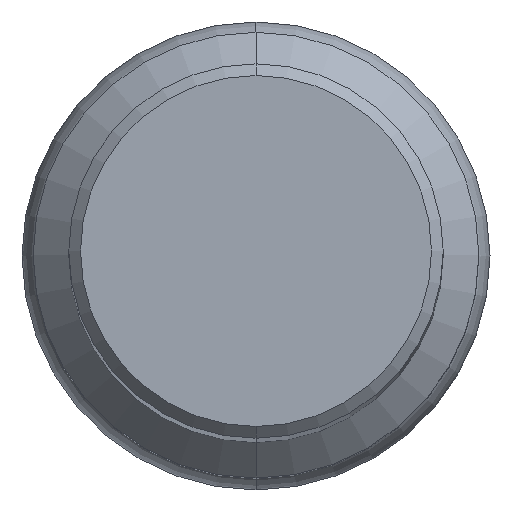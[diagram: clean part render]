
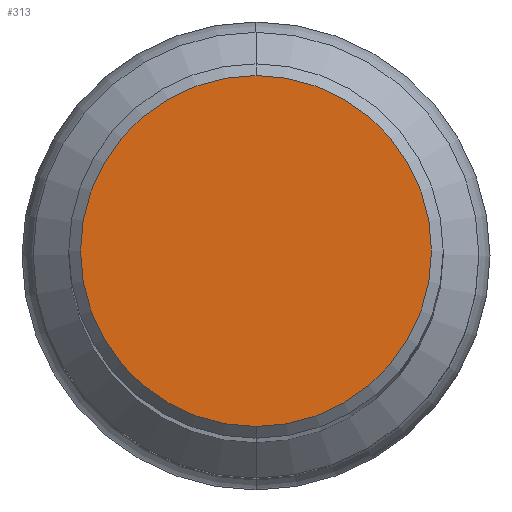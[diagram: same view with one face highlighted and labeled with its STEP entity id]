
A CAD part, top view. The second image highlights one B-rep face of the part: STEP entity #313.
In plain terms, the highlighted planar face has unit normal (0, 0, 1).
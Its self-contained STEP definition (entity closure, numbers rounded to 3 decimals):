
#229=VERTEX_POINT('',#555);
#255=EDGE_CURVE('',#229,#285,#582,.T.);
#285=VERTEX_POINT('',#616);
#313=ADVANCED_FACE('',(#644),#645,.T.);
#373=EDGE_CURVE('',#285,#229,#711,.T.);
#555=CARTESIAN_POINT('',(0.0,15.0,0.0));
#582=CIRCLE('',#1043,15.0);
#616=CARTESIAN_POINT('',(0.,-15.0,0.0));
#644=FACE_OUTER_BOUND('',#1164,.T.);
#645=PLANE('',#1165);
#711=CIRCLE('',#1271,15.0);
#1043=AXIS2_PLACEMENT_3D('',#1648,#1649,#1650);
#1164=EDGE_LOOP('',(#1700,#1701));
#1165=AXIS2_PLACEMENT_3D('',#1702,#1703,#1704);
#1271=AXIS2_PLACEMENT_3D('',#1773,#1774,#1775);
#1648=CARTESIAN_POINT('',(0.0,0.0,0.0));
#1649=DIRECTION('',(0.0,0.0,-1.0));
#1650=DIRECTION('',(0.0,1.0,0.0));
#1700=ORIENTED_EDGE('',*,*,#255,.F.);
#1701=ORIENTED_EDGE('',*,*,#373,.F.);
#1702=CARTESIAN_POINT('',(0.0,7.5,0.0));
#1703=DIRECTION('',(-0.0,0.0,1.0));
#1704=DIRECTION('',(0.0,-1.0,0.0));
#1773=CARTESIAN_POINT('',(0.0,0.0,0.0));
#1774=DIRECTION('',(0.0,0.0,-1.0));
#1775=DIRECTION('',(0.0,1.0,0.0));
